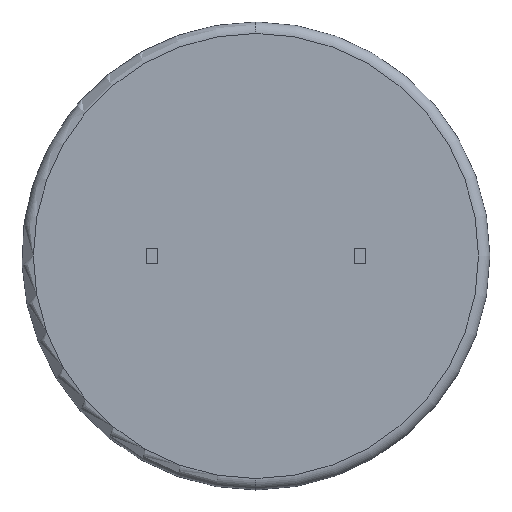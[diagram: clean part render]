
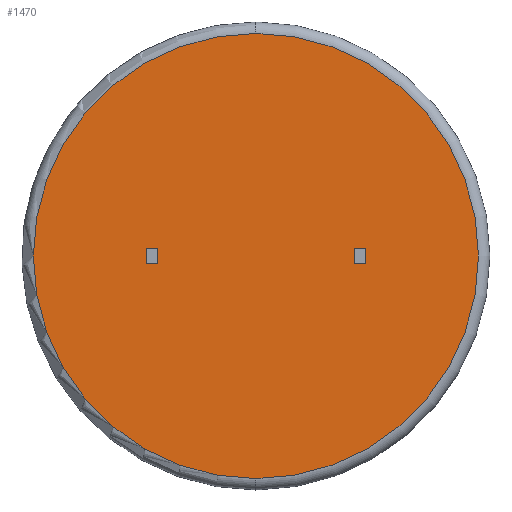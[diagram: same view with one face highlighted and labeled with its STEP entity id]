
A CAD part, front view. The second image highlights one B-rep face of the part: STEP entity #1470.
In plain terms, the highlighted planar face has unit normal (0, -1, 0).
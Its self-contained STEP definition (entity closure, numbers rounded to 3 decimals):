
#3 = EDGE_LOOP ( 'NONE', ( #898, #857, #616, #2173 ) ) ;
#12 = FACE_BOUND ( 'NONE', #281, .T. ) ;
#65 = VERTEX_POINT ( 'NONE', #326 ) ;
#123 = EDGE_CURVE ( 'NONE', #2010, #297, #753, .T. ) ;
#135 = CARTESIAN_POINT ( 'NONE',  ( 10.55, 0., 0. ) ) ;
#158 = CARTESIAN_POINT ( 'NONE',  ( 9.45, 0., -0.75 ) ) ;
#203 = AXIS2_PLACEMENT_3D ( 'NONE', #1474, #422, #1911 ) ;
#206 = EDGE_CURVE ( 'NONE', #2016, #1520, #1271, .T. ) ;
#217 = VECTOR ( 'NONE', #2758, 1000. ) ;
#269 = CARTESIAN_POINT ( 'NONE',  ( -9.45, 0., -0.75 ) ) ;
#281 = EDGE_LOOP ( 'NONE', ( #1216, #1730, #875, #2703 ) ) ;
#297 = VERTEX_POINT ( 'NONE', #439 ) ;
#315 = EDGE_CURVE ( 'NONE', #1492, #2362, #2632, .T. ) ;
#326 = CARTESIAN_POINT ( 'NONE',  ( -10.55, 0., 0.75 ) ) ;
#388 = DIRECTION ( 'NONE',  ( 0., -1., 0. ) ) ;
#403 = CARTESIAN_POINT ( 'NONE',  ( 0., 0., 0. ) ) ;
#421 = CARTESIAN_POINT ( 'NONE',  ( -10.55, 0., 0.75 ) ) ;
#422 = DIRECTION ( 'NONE',  ( 0., 1., 0. ) ) ;
#425 = EDGE_CURVE ( 'NONE', #459, #1413, #2547, .T. ) ;
#438 = VECTOR ( 'NONE', #1584, 1000. ) ;
#439 = CARTESIAN_POINT ( 'NONE',  ( 10.55, 0., -0.75 ) ) ;
#459 = VERTEX_POINT ( 'NONE', #1331 ) ;
#477 = LINE ( 'NONE', #135, #2627 ) ;
#559 = VECTOR ( 'NONE', #1901, 1000. ) ;
#579 = EDGE_CURVE ( 'NONE', #1413, #2010, #1064, .T. ) ;
#590 = VECTOR ( 'NONE', #1963, 1000. ) ;
#594 = VECTOR ( 'NONE', #2507, 1000. ) ;
#603 = DIRECTION ( 'NONE',  ( 0., 0., 1. ) ) ;
#616 = ORIENTED_EDGE ( 'NONE', *, *, #1236, .F. ) ;
#622 = CARTESIAN_POINT ( 'NONE',  ( 9.45, 0., -0.75 ) ) ;
#685 = CARTESIAN_POINT ( 'NONE',  ( 0., 0., 0. ) ) ;
#753 = LINE ( 'NONE', #622, #559 ) ;
#763 = LINE ( 'NONE', #1283, #2396 ) ;
#776 = FACE_BOUND ( 'NONE', #3, .T. ) ;
#857 = ORIENTED_EDGE ( 'NONE', *, *, #425, .F. ) ;
#875 = ORIENTED_EDGE ( 'NONE', *, *, #315, .T. ) ;
#898 = ORIENTED_EDGE ( 'NONE', *, *, #579, .F. ) ;
#899 = EDGE_CURVE ( 'NONE', #65, #1492, #2085, .T. ) ;
#905 = DIRECTION ( 'NONE',  ( 0., -1., 0. ) ) ;
#1006 = LINE ( 'NONE', #2419, #438 ) ;
#1064 = LINE ( 'NONE', #158, #594 ) ;
#1107 = CIRCLE ( 'NONE', #1190, 21.404 ) ;
#1182 = DIRECTION ( 'NONE',  ( 0., 0., 1. ) ) ;
#1190 = AXIS2_PLACEMENT_3D ( 'NONE', #685, #905, #1182 ) ;
#1216 = ORIENTED_EDGE ( 'NONE', *, *, #1962, .T. ) ;
#1236 = EDGE_CURVE ( 'NONE', #297, #459, #477, .T. ) ;
#1271 = CIRCLE ( 'NONE', #1576, 21.404 ) ;
#1283 = CARTESIAN_POINT ( 'NONE',  ( -10.55, 0., -0.75 ) ) ;
#1331 = CARTESIAN_POINT ( 'NONE',  ( 10.55, 0., 0.75 ) ) ;
#1340 = CARTESIAN_POINT ( 'NONE',  ( 9.45, 0., 0.75 ) ) ;
#1413 = VERTEX_POINT ( 'NONE', #1340 ) ;
#1460 = EDGE_LOOP ( 'NONE', ( #2044, #1798 ) ) ;
#1470 = ADVANCED_FACE ( 'NONE', ( #2139, #12, #776 ), #2528, .F. ) ;
#1474 = CARTESIAN_POINT ( 'NONE',  ( 0., 0., 0. ) ) ;
#1492 = VERTEX_POINT ( 'NONE', #2339 ) ;
#1520 = VERTEX_POINT ( 'NONE', #2586 ) ;
#1556 = CARTESIAN_POINT ( 'NONE',  ( 9.45, 0., 0.75 ) ) ;
#1576 = AXIS2_PLACEMENT_3D ( 'NONE', #403, #388, #603 ) ;
#1584 = DIRECTION ( 'NONE',  ( 0., 0., 1. ) ) ;
#1622 = CARTESIAN_POINT ( 'NONE',  ( 0., 0., 21.404 ) ) ;
#1730 = ORIENTED_EDGE ( 'NONE', *, *, #899, .T. ) ;
#1798 = ORIENTED_EDGE ( 'NONE', *, *, #1956, .T. ) ;
#1826 = CARTESIAN_POINT ( 'NONE',  ( 9.45, 0., -0.75 ) ) ;
#1901 = DIRECTION ( 'NONE',  ( 1., 0., 0. ) ) ;
#1911 = DIRECTION ( 'NONE',  ( 0., 0., 1. ) ) ;
#1956 = EDGE_CURVE ( 'NONE', #1520, #2016, #1107, .T. ) ;
#1962 = EDGE_CURVE ( 'NONE', #2745, #65, #1006, .T. ) ;
#1963 = DIRECTION ( 'NONE',  ( -1., 0., 0. ) ) ;
#1978 = CARTESIAN_POINT ( 'NONE',  ( -10.55, 0., -0.75 ) ) ;
#1982 = VECTOR ( 'NONE', #2502, 1000. ) ;
#2010 = VERTEX_POINT ( 'NONE', #1826 ) ;
#2016 = VERTEX_POINT ( 'NONE', #1622 ) ;
#2044 = ORIENTED_EDGE ( 'NONE', *, *, #206, .T. ) ;
#2085 = LINE ( 'NONE', #421, #1982 ) ;
#2139 = FACE_OUTER_BOUND ( 'NONE', #1460, .T. ) ;
#2162 = EDGE_CURVE ( 'NONE', #2745, #2362, #763, .T. ) ;
#2173 = ORIENTED_EDGE ( 'NONE', *, *, #123, .F. ) ;
#2339 = CARTESIAN_POINT ( 'NONE',  ( -9.45, 0., 0.75 ) ) ;
#2340 = CARTESIAN_POINT ( 'NONE',  ( -9.45, 0., 0.75 ) ) ;
#2362 = VERTEX_POINT ( 'NONE', #269 ) ;
#2396 = VECTOR ( 'NONE', #2567, 1000. ) ;
#2419 = CARTESIAN_POINT ( 'NONE',  ( -10.55, 0., 0. ) ) ;
#2487 = DIRECTION ( 'NONE',  ( 0., 0., 1. ) ) ;
#2502 = DIRECTION ( 'NONE',  ( 1., 0., 0. ) ) ;
#2507 = DIRECTION ( 'NONE',  ( 0., 0., -1. ) ) ;
#2528 = PLANE ( 'NONE',  #203 ) ;
#2547 = LINE ( 'NONE', #1556, #590 ) ;
#2567 = DIRECTION ( 'NONE',  ( 1., 0., 0. ) ) ;
#2586 = CARTESIAN_POINT ( 'NONE',  ( 0., 0., -21.404 ) ) ;
#2627 = VECTOR ( 'NONE', #2487, 1000. ) ;
#2632 = LINE ( 'NONE', #2340, #217 ) ;
#2703 = ORIENTED_EDGE ( 'NONE', *, *, #2162, .F. ) ;
#2745 = VERTEX_POINT ( 'NONE', #1978 ) ;
#2758 = DIRECTION ( 'NONE',  ( 0., 0., -1. ) ) ;
